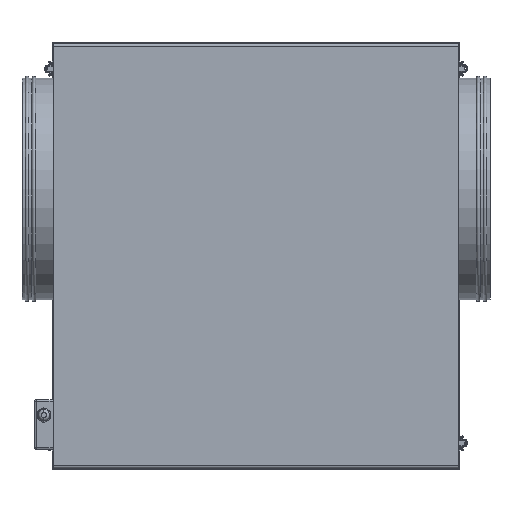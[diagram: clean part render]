
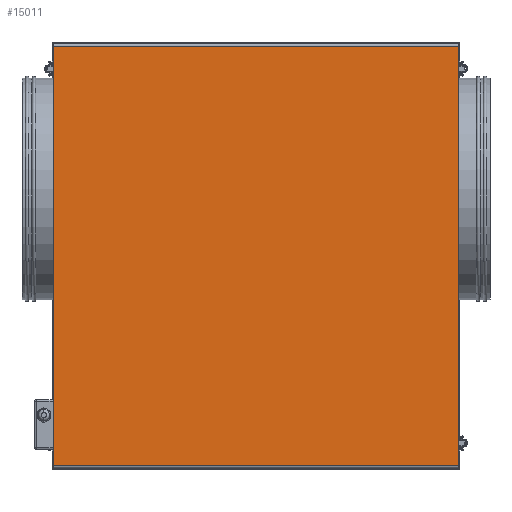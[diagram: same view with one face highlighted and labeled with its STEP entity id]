
A CAD part, front view. The second image highlights one B-rep face of the part: STEP entity #15011.
In plain terms, the highlighted planar face has unit normal (0, -1, 0).
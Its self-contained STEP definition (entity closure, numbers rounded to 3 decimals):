
#110 = VERTEX_POINT ( 'NONE', #22506 ) ;
#127 = VERTEX_POINT ( 'NONE', #22531 ) ;
#132 = EDGE_CURVE ( 'NONE', #110, #127, #22529, .T. ) ;
#164 = EDGE_CURVE ( 'NONE', #15000, #15006, #22640, .T. ) ;
#168 = ORIENTED_EDGE ( 'NONE', *, *, #164, .T. ) ;
#15000 = VERTEX_POINT ( 'NONE', #23916 ) ;
#15001 = ORIENTED_EDGE ( 'NONE', *, *, #15004, .F. ) ;
#15002 = ORIENTED_EDGE ( 'NONE', *, *, #132, .T. ) ;
#15004 = EDGE_CURVE ( 'NONE', #15000, #127, #23961, .T. ) ;
#15005 = EDGE_LOOP ( 'NONE', ( #15007, #15002, #15001, #168 ) ) ;
#15006 = VERTEX_POINT ( 'NONE', #23957 ) ;
#15007 = ORIENTED_EDGE ( 'NONE', *, *, #15009, .T. ) ;
#15009 = EDGE_CURVE ( 'NONE', #15006, #110, #23954, .T. ) ;
#15011 = ADVANCED_FACE ( 'NONE', ( #23950 ), #23992, .F. ) ;
#22506 = CARTESIAN_POINT ( 'NONE',  ( -325., 0., 676.263 ) ) ;
#22526 = DIRECTION ( 'NONE',  ( 0., 0., -1. ) ) ;
#22527 = VECTOR ( 'NONE', #22526, 1000. ) ;
#22528 = CARTESIAN_POINT ( 'NONE',  ( -325., 0., 680. ) ) ;
#22529 = LINE ( 'NONE', #22528, #22527 ) ;
#22531 = CARTESIAN_POINT ( 'NONE',  ( -325., 0., 3.737 ) ) ;
#22637 = DIRECTION ( 'NONE',  ( 0., 0., 1. ) ) ;
#22638 = VECTOR ( 'NONE', #22637, 1000. ) ;
#22639 = CARTESIAN_POINT ( 'NONE',  ( 325., 0., 680. ) ) ;
#22640 = LINE ( 'NONE', #22639, #22638 ) ;
#23916 = CARTESIAN_POINT ( 'NONE',  ( 325., 0., 3.737 ) ) ;
#23950 = FACE_OUTER_BOUND ( 'NONE', #15005, .T. ) ;
#23951 = DIRECTION ( 'NONE',  ( -1., 0., 0. ) ) ;
#23952 = VECTOR ( 'NONE', #23951, 1000. ) ;
#23953 = CARTESIAN_POINT ( 'NONE',  ( 325., 0., 676.263 ) ) ;
#23954 = LINE ( 'NONE', #23953, #23952 ) ;
#23957 = CARTESIAN_POINT ( 'NONE',  ( 325., 0., 676.263 ) ) ;
#23958 = DIRECTION ( 'NONE',  ( -1., 0., 0. ) ) ;
#23959 = VECTOR ( 'NONE', #23958, 1000. ) ;
#23960 = CARTESIAN_POINT ( 'NONE',  ( -325., 0., 3.737 ) ) ;
#23961 = LINE ( 'NONE', #23960, #23959 ) ;
#23988 = DIRECTION ( 'NONE',  ( 0., 0., 1. ) ) ;
#23989 = DIRECTION ( 'NONE',  ( 0., 1., 0. ) ) ;
#23990 = CARTESIAN_POINT ( 'NONE',  ( -325., 0., 680. ) ) ;
#23991 = AXIS2_PLACEMENT_3D ( 'NONE', #23990, #23989, #23988 ) ;
#23992 = PLANE ( 'NONE',  #23991 ) ;
